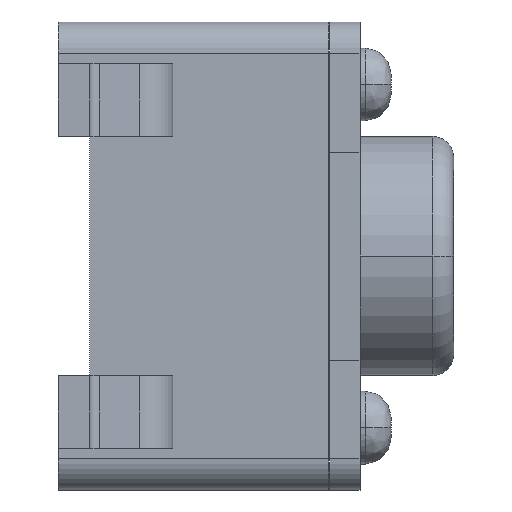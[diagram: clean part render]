
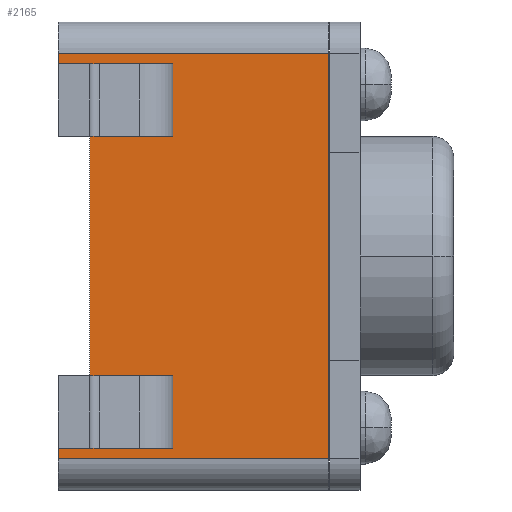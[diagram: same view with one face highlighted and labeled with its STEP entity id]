
A CAD part, front view. The second image highlights one B-rep face of the part: STEP entity #2165.
In plain terms, the highlighted planar face has unit normal (0, -1, 0).
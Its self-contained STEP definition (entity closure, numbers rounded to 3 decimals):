
#45=DIRECTION('',(0.,0.,-1.));
#46=VECTOR('',#45,0.7);
#47=CARTESIAN_POINT('',(0.,-2.25,1.95));
#48=LINE('',#47,#46);
#120=DIRECTION('',(0.,0.,-1.));
#121=VECTOR('',#120,0.7);
#122=CARTESIAN_POINT('',(0.,-2.25,-1.25));
#123=LINE('',#122,#121);
#162=DIRECTION('',(0.,0.,1.));
#163=VECTOR('',#162,3.9);
#164=CARTESIAN_POINT('',(2.6,-2.25,-1.95));
#165=LINE('',#164,#163);
#206=DIRECTION('',(0.,0.,1.));
#207=VECTOR('',#206,0.7);
#208=CARTESIAN_POINT('',(0.8,-2.25,1.15));
#209=LINE('',#208,#207);
#210=DIRECTION('',(0.,0.,1.));
#211=VECTOR('',#210,0.7);
#212=CARTESIAN_POINT('',(1.1,-2.25,1.15));
#213=LINE('',#212,#211);
#214=DIRECTION('',(1.,0.,0.));
#215=VECTOR('',#214,0.3);
#216=CARTESIAN_POINT('',(0.8,-2.25,1.85));
#217=LINE('',#216,#215);
#218=DIRECTION('',(0.,0.,1.));
#219=VECTOR('',#218,0.7);
#220=CARTESIAN_POINT('',(1.1,-2.25,-1.85));
#221=LINE('',#220,#219);
#222=DIRECTION('',(1.,0.,0.));
#223=VECTOR('',#222,0.3);
#224=CARTESIAN_POINT('',(0.8,-2.25,-1.15));
#225=LINE('',#224,#223);
#226=DIRECTION('',(0.,0.,1.));
#227=VECTOR('',#226,0.7);
#228=CARTESIAN_POINT('',(0.8,-2.25,-1.85));
#229=LINE('',#228,#227);
#230=DIRECTION('',(1.,0.,0.));
#231=VECTOR('',#230,0.3);
#232=CARTESIAN_POINT('',(0.8,-2.25,-1.85));
#233=LINE('',#232,#231);
#234=DIRECTION('',(-1.,0.,0.));
#235=VECTOR('',#234,2.6);
#236=CARTESIAN_POINT('',(2.6,-2.25,-1.95));
#237=LINE('',#236,#235);
#238=DIRECTION('',(1.,0.,0.));
#239=VECTOR('',#238,0.3);
#240=CARTESIAN_POINT('',(0.,-2.25,-1.25));
#241=LINE('',#240,#239);
#242=DIRECTION('',(0.,0.,-1.));
#243=VECTOR('',#242,2.5);
#244=CARTESIAN_POINT('',(0.3,-2.25,1.25));
#245=LINE('',#244,#243);
#246=DIRECTION('',(1.,0.,0.));
#247=VECTOR('',#246,0.3);
#248=CARTESIAN_POINT('',(0.,-2.25,1.25));
#249=LINE('',#248,#247);
#250=DIRECTION('',(-1.,0.,0.));
#251=VECTOR('',#250,2.6);
#252=CARTESIAN_POINT('',(2.6,-2.25,1.95));
#253=LINE('',#252,#251);
#1426=DIRECTION('',(1.,0.,0.));
#1427=VECTOR('',#1426,0.3);
#1428=CARTESIAN_POINT('',(0.8,-2.25,1.15));
#1429=LINE('',#1428,#1427);
#1436=CARTESIAN_POINT('',(0.,-2.25,1.25));
#1438=VERTEX_POINT('',#1436);
#1446=CARTESIAN_POINT('',(0.,-2.25,-1.25));
#1447=VERTEX_POINT('',#1446);
#1454=CARTESIAN_POINT('',(0.3,-2.25,1.25));
#1455=CARTESIAN_POINT('',(0.3,-2.25,-1.25));
#1456=VERTEX_POINT('',#1454);
#1457=VERTEX_POINT('',#1455);
#1574=CARTESIAN_POINT('',(0.8,-2.25,-1.85));
#1575=CARTESIAN_POINT('',(1.1,-2.25,-1.85));
#1576=VERTEX_POINT('',#1574);
#1577=VERTEX_POINT('',#1575);
#1578=CARTESIAN_POINT('',(0.8,-2.25,1.85));
#1579=CARTESIAN_POINT('',(1.1,-2.25,1.85));
#1580=VERTEX_POINT('',#1578);
#1581=VERTEX_POINT('',#1579);
#1622=CARTESIAN_POINT('',(1.1,-2.25,-1.15));
#1623=VERTEX_POINT('',#1622);
#1624=CARTESIAN_POINT('',(1.1,-2.25,1.15));
#1625=VERTEX_POINT('',#1624);
#1626=CARTESIAN_POINT('',(0.8,-2.25,-1.15));
#1627=VERTEX_POINT('',#1626);
#1628=CARTESIAN_POINT('',(0.8,-2.25,1.15));
#1629=VERTEX_POINT('',#1628);
#1726=CARTESIAN_POINT('',(0.,-2.25,1.95));
#1728=VERTEX_POINT('',#1726);
#1751=CARTESIAN_POINT('',(0.,-2.25,-1.95));
#1753=VERTEX_POINT('',#1751);
#1822=CARTESIAN_POINT('',(2.6,-2.25,1.95));
#1824=VERTEX_POINT('',#1822);
#1835=CARTESIAN_POINT('',(2.6,-2.25,-1.95));
#1837=VERTEX_POINT('',#1835);
#2126=CARTESIAN_POINT('',(0.,-2.25,2.25));
#2127=DIRECTION('',(0.,-1.,0.));
#2128=DIRECTION('',(0.,0.,-1.));
#2129=AXIS2_PLACEMENT_3D('',#2126,#2127,#2128);
#2130=PLANE('',#2129);
#2131=ORIENTED_EDGE('',*,*,#1978,.F.);
#2133=ORIENTED_EDGE('',*,*,#2132,.T.);
#2134=ORIENTED_EDGE('',*,*,#1925,.F.);
#2136=ORIENTED_EDGE('',*,*,#2135,.T.);
#2138=ORIENTED_EDGE('',*,*,#2137,.F.);
#2140=ORIENTED_EDGE('',*,*,#2139,.F.);
#2141=ORIENTED_EDGE('',*,*,#1865,.F.);
#2142=ORIENTED_EDGE('',*,*,#1937,.F.);
#2143=EDGE_LOOP('',(#2131,#2133,#2134,#2136,#2138,#2140,#2141,#2142));
#2144=FACE_OUTER_BOUND('',#2143,.F.);
#2146=ORIENTED_EDGE('',*,*,#2145,.F.);
#2148=ORIENTED_EDGE('',*,*,#2147,.T.);
#2150=ORIENTED_EDGE('',*,*,#2149,.T.);
#2152=ORIENTED_EDGE('',*,*,#2151,.F.);
#2153=EDGE_LOOP('',(#2146,#2148,#2150,#2152));
#2154=FACE_BOUND('',#2153,.F.);
#2156=ORIENTED_EDGE('',*,*,#2155,.T.);
#2158=ORIENTED_EDGE('',*,*,#2157,.F.);
#2160=ORIENTED_EDGE('',*,*,#2159,.F.);
#2162=ORIENTED_EDGE('',*,*,#2161,.T.);
#2163=EDGE_LOOP('',(#2156,#2158,#2160,#2162));
#2164=FACE_BOUND('',#2163,.F.);
#1865=EDGE_CURVE('',#1728,#1438,#48,.T.);
#1925=EDGE_CURVE('',#1447,#1753,#123,.T.);
#1937=EDGE_CURVE('',#1824,#1728,#253,.T.);
#1978=EDGE_CURVE('',#1837,#1824,#165,.T.);
#2132=EDGE_CURVE('',#1837,#1753,#237,.T.);
#2135=EDGE_CURVE('',#1447,#1457,#241,.T.);
#2137=EDGE_CURVE('',#1456,#1457,#245,.T.);
#2139=EDGE_CURVE('',#1438,#1456,#249,.T.);
#2145=EDGE_CURVE('',#1629,#1580,#209,.T.);
#2147=EDGE_CURVE('',#1629,#1625,#1429,.T.);
#2149=EDGE_CURVE('',#1625,#1581,#213,.T.);
#2151=EDGE_CURVE('',#1580,#1581,#217,.T.);
#2155=EDGE_CURVE('',#1577,#1623,#221,.T.);
#2157=EDGE_CURVE('',#1627,#1623,#225,.T.);
#2159=EDGE_CURVE('',#1576,#1627,#229,.T.);
#2161=EDGE_CURVE('',#1576,#1577,#233,.T.);
#2165=ADVANCED_FACE('',(#2144,#2154,#2164),#2130,.T.);
